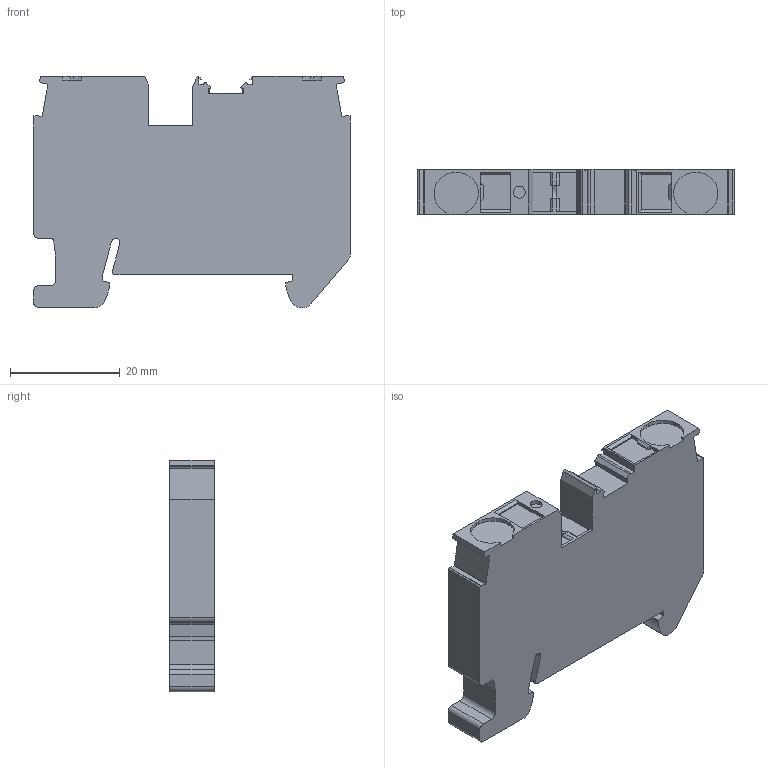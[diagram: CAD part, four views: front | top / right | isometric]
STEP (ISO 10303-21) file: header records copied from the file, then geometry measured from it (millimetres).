
FILE_DESCRIPTION( ( 'Unknown' ), '1' );
FILE_NAME( 'DPT6-20190124.stp', 'Unknown', ( 'Unknown' ), ( 'Unknown' ), 'XStep 1.0', 'Unknown', ' ' );
FILE_SCHEMA( ( 'automotive_design' ) );
Length unit declared in the file: millimetre
Products named in the file (1): 1
Bounding box: 57.8 x 8.15 x 42.2 mm (x, y, z)
Volume: 16403.8 mm3; surface area: 6212.6 mm2
Topology: 1 solids, 1 shells, 146 faces, 412 edges, 271 vertices
Faces by surface type: plane 108, cylinder 38
Full cylindrical faces by diameter (mm): 2.2 x1
Entity records: 5854 total; most frequent: CARTESIAN_POINT 827, ORIENTED_EDGE 820, DIRECTION 780, EDGE_CURVE 410, LINE 334, VECTOR 334, VERTEX_POINT 270, AXIS2_PLACEMENT_3D 223
